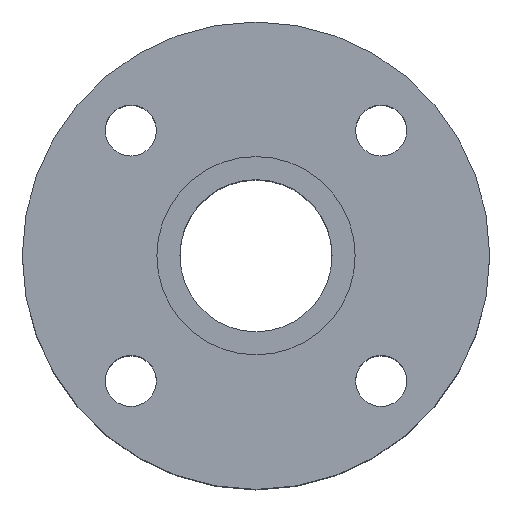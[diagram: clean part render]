
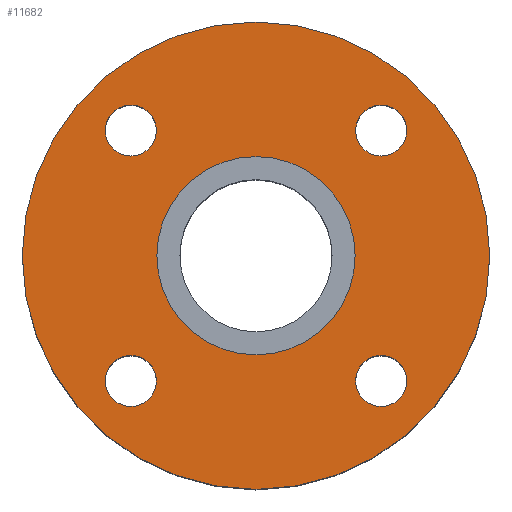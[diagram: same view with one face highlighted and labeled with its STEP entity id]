
A CAD part, top view. The second image highlights one B-rep face of the part: STEP entity #11682.
In plain terms, the highlighted planar face has unit normal (0, 0, 1).
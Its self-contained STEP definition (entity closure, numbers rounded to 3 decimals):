
#49 = AXIS2_PLACEMENT_3D ( 'NONE', #8214, #1310, #16673 ) ;
#357 = CARTESIAN_POINT ( 'NONE',  ( 44.194, 44.194, -0.5 ) ) ;
#931 = EDGE_CURVE ( 'NONE', #18470, #21041, #1054, .T. ) ;
#1054 = CIRCLE ( 'NONE', #5928, 9. ) ;
#1310 = DIRECTION ( 'NONE',  ( 0., 0., -1. ) ) ;
#2053 = CIRCLE ( 'NONE', #20958, 82.5 ) ;
#2300 = CARTESIAN_POINT ( 'NONE',  ( -44.194, 44.194, -0.5 ) ) ;
#2567 = AXIS2_PLACEMENT_3D ( 'NONE', #13115, #11144, #21706 ) ;
#2694 = ORIENTED_EDGE ( 'NONE', *, *, #21759, .F. ) ;
#3061 = AXIS2_PLACEMENT_3D ( 'NONE', #11994, #24666, #5497 ) ;
#3405 = DIRECTION ( 'NONE',  ( 0., 0., 1. ) ) ;
#3430 = DIRECTION ( 'NONE',  ( 0., 1., 0. ) ) ;
#3764 = VERTEX_POINT ( 'NONE', #7298 ) ;
#4401 = CARTESIAN_POINT ( 'NONE',  ( -35.194, 44.194, -0.5 ) ) ;
#4911 = VERTEX_POINT ( 'NONE', #19347 ) ;
#5139 = VERTEX_POINT ( 'NONE', #8322 ) ;
#5497 = DIRECTION ( 'NONE',  ( 1., 0., 0. ) ) ;
#5500 = VERTEX_POINT ( 'NONE', #4401 ) ;
#5809 = FACE_BOUND ( 'NONE', #8839, .T. ) ;
#5928 = AXIS2_PLACEMENT_3D ( 'NONE', #27067, #3405, #20599 ) ;
#6072 = CARTESIAN_POINT ( 'NONE',  ( -44.194, 44.194, -0.5 ) ) ;
#6188 = CIRCLE ( 'NONE', #26432, 9. ) ;
#6836 = ORIENTED_EDGE ( 'NONE', *, *, #23619, .F. ) ;
#7100 = AXIS2_PLACEMENT_3D ( 'NONE', #20946, #8270, #25154 ) ;
#7298 = CARTESIAN_POINT ( 'NONE',  ( -35., 0., -0.5 ) ) ;
#7784 = FACE_BOUND ( 'NONE', #26996, .T. ) ;
#8071 = PLANE ( 'NONE',  #49 ) ;
#8082 = CARTESIAN_POINT ( 'NONE',  ( 35.194, -44.194, -0.5 ) ) ;
#8214 = CARTESIAN_POINT ( 'NONE',  ( 0., 35., -0.5 ) ) ;
#8270 = DIRECTION ( 'NONE',  ( 0., 0., 1. ) ) ;
#8322 = CARTESIAN_POINT ( 'NONE',  ( -53.194, -44.194, -0.5 ) ) ;
#8382 = AXIS2_PLACEMENT_3D ( 'NONE', #25052, #21135, #12389 ) ;
#8443 = CARTESIAN_POINT ( 'NONE',  ( 35.194, 44.194, -0.5 ) ) ;
#8466 = CIRCLE ( 'NONE', #3061, 82.5 ) ;
#8524 = EDGE_LOOP ( 'NONE', ( #25676, #13162 ) ) ;
#8839 = EDGE_LOOP ( 'NONE', ( #2694, #15931 ) ) ;
#8891 = ORIENTED_EDGE ( 'NONE', *, *, #15519, .F. ) ;
#10176 = FACE_BOUND ( 'NONE', #26699, .T. ) ;
#10334 = CIRCLE ( 'NONE', #26078, 9. ) ;
#10694 = DIRECTION ( 'NONE',  ( 0., 0., 1. ) ) ;
#10912 = VERTEX_POINT ( 'NONE', #19929 ) ;
#10997 = VERTEX_POINT ( 'NONE', #18364 ) ;
#11144 = DIRECTION ( 'NONE',  ( 0., 0., 1. ) ) ;
#11181 = DIRECTION ( 'NONE',  ( 0., 0., 1. ) ) ;
#11478 = DIRECTION ( 'NONE',  ( 0., 0., 1. ) ) ;
#11619 = EDGE_CURVE ( 'NONE', #26895, #13557, #17096, .T. ) ;
#11623 = ORIENTED_EDGE ( 'NONE', *, *, #14660, .T. ) ;
#11682 = ADVANCED_FACE ( 'NONE', ( #25389, #5809, #10176, #20609, #7784, #27360 ), #8071, .F. ) ;
#11821 = CARTESIAN_POINT ( 'NONE',  ( 0., 0., -0.5 ) ) ;
#11994 = CARTESIAN_POINT ( 'NONE',  ( 0., 0., -0.5 ) ) ;
#12317 = ORIENTED_EDGE ( 'NONE', *, *, #26653, .F. ) ;
#12389 = DIRECTION ( 'NONE',  ( 1., 0., 0. ) ) ;
#12465 = AXIS2_PLACEMENT_3D ( 'NONE', #23973, #11181, #17667 ) ;
#12548 = EDGE_CURVE ( 'NONE', #27059, #5500, #10334, .T. ) ;
#12965 = CIRCLE ( 'NONE', #25543, 9. ) ;
#13044 = DIRECTION ( 'NONE',  ( 1., 0., 0. ) ) ;
#13115 = CARTESIAN_POINT ( 'NONE',  ( 44.194, -44.194, -0.5 ) ) ;
#13162 = ORIENTED_EDGE ( 'NONE', *, *, #11619, .F. ) ;
#13223 = CARTESIAN_POINT ( 'NONE',  ( 0., 0., -0.5 ) ) ;
#13284 = DIRECTION ( 'NONE',  ( 0., 0., 1. ) ) ;
#13557 = VERTEX_POINT ( 'NONE', #26238 ) ;
#13593 = CARTESIAN_POINT ( 'NONE',  ( 44.194, -44.194, -0.5 ) ) ;
#13825 = AXIS2_PLACEMENT_3D ( 'NONE', #11821, #27446, #20548 ) ;
#14660 = EDGE_CURVE ( 'NONE', #10912, #4911, #2053, .T. ) ;
#14677 = DIRECTION ( 'NONE',  ( 0., 0., 1. ) ) ;
#15519 = EDGE_CURVE ( 'NONE', #3764, #23744, #20504, .T. ) ;
#15931 = ORIENTED_EDGE ( 'NONE', *, *, #19184, .F. ) ;
#16673 = DIRECTION ( 'NONE',  ( -1., 0., 0. ) ) ;
#17096 = CIRCLE ( 'NONE', #22024, 9. ) ;
#17217 = CARTESIAN_POINT ( 'NONE',  ( 35., 0., -0.5 ) ) ;
#17386 = DIRECTION ( 'NONE',  ( 0., 1., 0. ) ) ;
#17667 = DIRECTION ( 'NONE',  ( -1., 0., 0. ) ) ;
#17950 = EDGE_LOOP ( 'NONE', ( #11623, #26057 ) ) ;
#18364 = CARTESIAN_POINT ( 'NONE',  ( -35.194, -44.194, -0.5 ) ) ;
#18470 = VERTEX_POINT ( 'NONE', #27185 ) ;
#18776 = CIRCLE ( 'NONE', #2567, 9. ) ;
#19184 = EDGE_CURVE ( 'NONE', #5139, #10997, #24594, .T. ) ;
#19250 = CIRCLE ( 'NONE', #7100, 9. ) ;
#19347 = CARTESIAN_POINT ( 'NONE',  ( -82.5, 0., -0.5 ) ) ;
#19359 = ORIENTED_EDGE ( 'NONE', *, *, #23099, .F. ) ;
#19387 = EDGE_CURVE ( 'NONE', #13557, #26895, #18776, .T. ) ;
#19396 = DIRECTION ( 'NONE',  ( 0., 0., 1. ) ) ;
#19929 = CARTESIAN_POINT ( 'NONE',  ( 82.5, 0., -0.5 ) ) ;
#20504 = CIRCLE ( 'NONE', #8382, 35. ) ;
#20548 = DIRECTION ( 'NONE',  ( 1., 0., 0. ) ) ;
#20599 = DIRECTION ( 'NONE',  ( 1., 0., 0. ) ) ;
#20609 = FACE_BOUND ( 'NONE', #21199, .T. ) ;
#20946 = CARTESIAN_POINT ( 'NONE',  ( -44.194, -44.194, -0.5 ) ) ;
#20958 = AXIS2_PLACEMENT_3D ( 'NONE', #13223, #10694, #23501 ) ;
#21041 = VERTEX_POINT ( 'NONE', #8443 ) ;
#21135 = DIRECTION ( 'NONE',  ( 0., 0., 1. ) ) ;
#21199 = EDGE_LOOP ( 'NONE', ( #23411, #12317 ) ) ;
#21706 = DIRECTION ( 'NONE',  ( 0., -1., 0. ) ) ;
#21759 = EDGE_CURVE ( 'NONE', #10997, #5139, #19250, .T. ) ;
#22024 = AXIS2_PLACEMENT_3D ( 'NONE', #13593, #11478, #23759 ) ;
#22814 = CIRCLE ( 'NONE', #13825, 35. ) ;
#23099 = EDGE_CURVE ( 'NONE', #23744, #3764, #22814, .T. ) ;
#23388 = ORIENTED_EDGE ( 'NONE', *, *, #12548, .F. ) ;
#23411 = ORIENTED_EDGE ( 'NONE', *, *, #931, .F. ) ;
#23425 = CARTESIAN_POINT ( 'NONE',  ( -53.194, 44.194, -0.5 ) ) ;
#23501 = DIRECTION ( 'NONE',  ( 1., 0., 0. ) ) ;
#23619 = EDGE_CURVE ( 'NONE', #5500, #27059, #6188, .T. ) ;
#23744 = VERTEX_POINT ( 'NONE', #17217 ) ;
#23759 = DIRECTION ( 'NONE',  ( 0., -1., 0. ) ) ;
#23973 = CARTESIAN_POINT ( 'NONE',  ( -44.194, -44.194, -0.5 ) ) ;
#24594 = CIRCLE ( 'NONE', #12465, 9. ) ;
#24666 = DIRECTION ( 'NONE',  ( 0., 0., 1. ) ) ;
#25052 = CARTESIAN_POINT ( 'NONE',  ( 0., 0., -0.5 ) ) ;
#25154 = DIRECTION ( 'NONE',  ( -1., 0., 0. ) ) ;
#25389 = FACE_BOUND ( 'NONE', #8524, .T. ) ;
#25543 = AXIS2_PLACEMENT_3D ( 'NONE', #357, #19396, #13044 ) ;
#25676 = ORIENTED_EDGE ( 'NONE', *, *, #19387, .F. ) ;
#26057 = ORIENTED_EDGE ( 'NONE', *, *, #27181, .T. ) ;
#26078 = AXIS2_PLACEMENT_3D ( 'NONE', #2300, #13284, #17386 ) ;
#26238 = CARTESIAN_POINT ( 'NONE',  ( 53.194, -44.194, -0.5 ) ) ;
#26432 = AXIS2_PLACEMENT_3D ( 'NONE', #6072, #14677, #3430 ) ;
#26653 = EDGE_CURVE ( 'NONE', #21041, #18470, #12965, .T. ) ;
#26699 = EDGE_LOOP ( 'NONE', ( #6836, #23388 ) ) ;
#26895 = VERTEX_POINT ( 'NONE', #8082 ) ;
#26996 = EDGE_LOOP ( 'NONE', ( #19359, #8891 ) ) ;
#27059 = VERTEX_POINT ( 'NONE', #23425 ) ;
#27067 = CARTESIAN_POINT ( 'NONE',  ( 44.194, 44.194, -0.5 ) ) ;
#27181 = EDGE_CURVE ( 'NONE', #4911, #10912, #8466, .T. ) ;
#27185 = CARTESIAN_POINT ( 'NONE',  ( 53.194, 44.194, -0.5 ) ) ;
#27360 = FACE_OUTER_BOUND ( 'NONE', #17950, .T. ) ;
#27446 = DIRECTION ( 'NONE',  ( 0., 0., 1. ) ) ;
